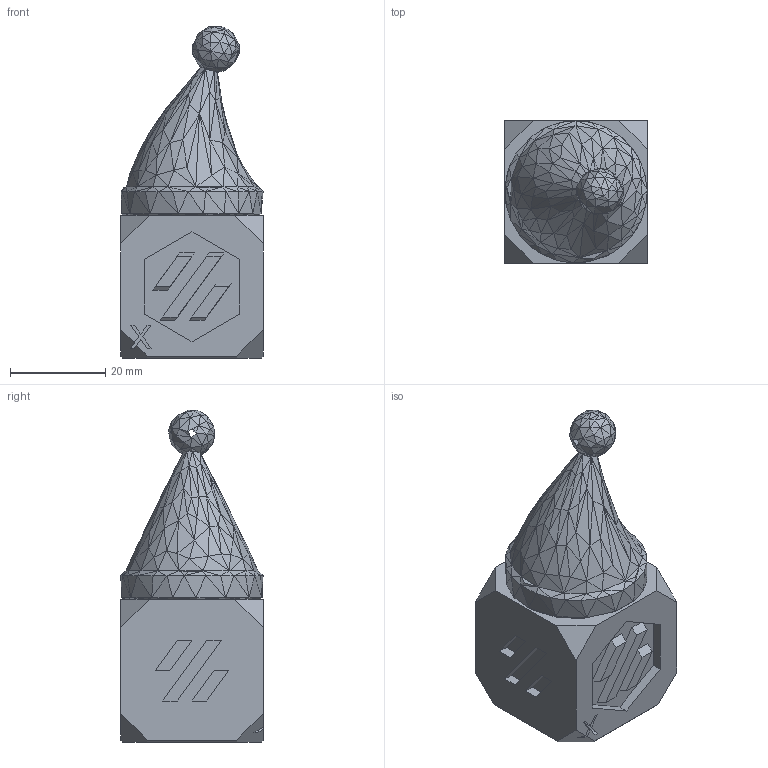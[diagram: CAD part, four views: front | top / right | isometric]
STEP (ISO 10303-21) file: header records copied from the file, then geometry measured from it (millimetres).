
FILE_DESCRIPTION(/* description */ (''),/* implementation_level */ '2;1');
FILE_NAME(/* name */ 'SantaHatCube.step',/* time_stamp */ '2023-12-05T23:37:43-07:00',/* author */ (''),/* organization */ (''),/* preprocessor_version */ 'ST-DEVELOPER v20',/* originating_system */ 'Autodesk Translation Framework v12.14.0.127',/* authorisation */ '');
FILE_SCHEMA (('AUTOMOTIVE_DESIGN { 1 0 10303 214 3 1 1 }'));
Length unit declared in the file: millimetre
Products named in the file (3): VoronSantaHatCube; Outer Layer; Top
Assembly tree (2 placements, depth 3):
  VoronSantaHatCube
    Outer Layer
      Top
Bounding box: 30 x 30 x 69.87 mm (x, y, z)
Volume: 35693.6 mm3; surface area: 7917.4 mm2
Topology: 1 solids, 1 shells, 561 faces, 970 edges, 425 vertices
Faces by surface type: plane 561
Entity records: 12529 total; most frequent: DIRECTION 2102, CARTESIAN_POINT 1961, ORIENTED_EDGE 1940, LINE 970, VECTOR 970, EDGE_CURVE 970, EDGE_LOOP 577, AXIS2_PLACEMENT_3D 566
